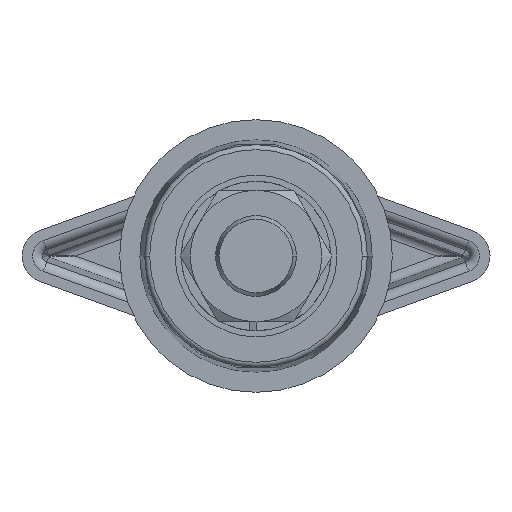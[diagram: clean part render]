
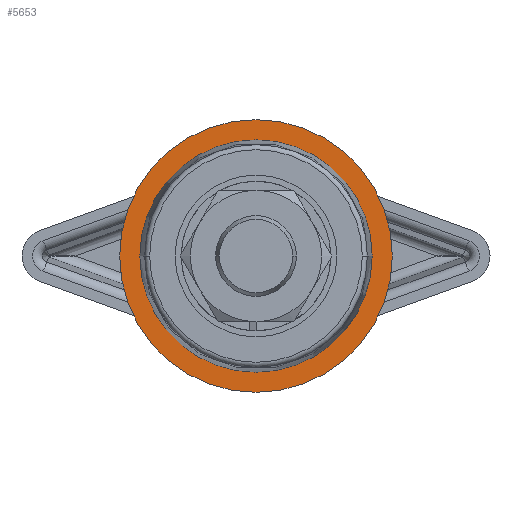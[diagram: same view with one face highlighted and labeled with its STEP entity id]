
A CAD part, front view. The second image highlights one B-rep face of the part: STEP entity #5653.
In plain terms, the highlighted planar face has unit normal (0, -1, 0).
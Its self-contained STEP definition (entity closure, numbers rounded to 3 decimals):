
#5226=DIRECTION('',(0.,0.,1.));
#5227=VECTOR('',#5226,0.44);
#5228=CARTESIAN_POINT('',(2.,0.,5.71));
#5229=LINE('',#5228,#5227);
#5233=CARTESIAN_POINT('',(0.,0.,6.15));
#5234=DIRECTION('',(0.,-1.,0.));
#5235=DIRECTION('',(1.,0.,0.));
#5236=AXIS2_PLACEMENT_3D('',#5233,#5234,#5235);
#5241=DIRECTION('',(0.,0.,-1.));
#5242=VECTOR('',#5241,0.44);
#5243=CARTESIAN_POINT('',(-2.,0.,6.15));
#5244=LINE('',#5243,#5242);
#5256=CARTESIAN_POINT('',(0.,0.,0.));
#5257=DIRECTION('',(0.,-1.,0.));
#5258=DIRECTION('',(1.,0.,0.));
#5259=AXIS2_PLACEMENT_3D('',#5256,#5257,#5258);
#5327=CARTESIAN_POINT('',(0.,0.,0.));
#5328=DIRECTION('',(0.,1.,0.));
#5329=DIRECTION('',(1.,0.,0.));
#5330=AXIS2_PLACEMENT_3D('',#5327,#5328,#5329);
#5528=CARTESIAN_POINT('',(0.,0.,0.));
#5529=DIRECTION('',(0.,1.,0.));
#5530=DIRECTION('',(0.331,0.,0.944));
#5531=AXIS2_PLACEMENT_3D('',#5528,#5529,#5530);
#5572=CARTESIAN_POINT('',(13.5,0.,0.));
#5573=CARTESIAN_POINT('',(-13.5,0.,0.));
#5574=VERTEX_POINT('',#5572);
#5575=VERTEX_POINT('',#5573);
#5588=CARTESIAN_POINT('',(2.,0.,5.71));
#5589=CARTESIAN_POINT('',(-2.,0.,5.71));
#5590=VERTEX_POINT('',#5588);
#5591=VERTEX_POINT('',#5589);
#5628=CARTESIAN_POINT('',(-2.,0.,6.15));
#5629=VERTEX_POINT('',#5628);
#5630=CARTESIAN_POINT('',(2.,0.,6.15));
#5631=VERTEX_POINT('',#5630);
#5632=CARTESIAN_POINT('',(0.,0.,0.));
#5633=DIRECTION('',(0.,-1.,0.));
#5634=DIRECTION('',(-1.,0.,0.));
#5635=AXIS2_PLACEMENT_3D('',#5632,#5633,#5634);
#5636=PLANE('',#5635);
#5638=ORIENTED_EDGE('',*,*,#5637,.F.);
#5640=ORIENTED_EDGE('',*,*,#5639,.T.);
#5641=EDGE_LOOP('',(#5638,#5640));
#5642=FACE_OUTER_BOUND('',#5641,.F.);
#5644=ORIENTED_EDGE('',*,*,#5643,.F.);
#5646=ORIENTED_EDGE('',*,*,#5645,.T.);
#5648=ORIENTED_EDGE('',*,*,#5647,.T.);
#5650=ORIENTED_EDGE('',*,*,#5649,.T.);
#5651=EDGE_LOOP('',(#5644,#5646,#5648,#5650));
#5652=FACE_BOUND('',#5651,.F.);
#5653=ADVANCED_FACE('',(#5642,#5652),#5636,.T.);
#5237=CIRCLE('',#5236,2.);
#5260=CIRCLE('',#5259,13.5);
#5331=CIRCLE('',#5330,13.5);
#5532=CIRCLE('',#5531,6.05);
#5637=EDGE_CURVE('',#5574,#5575,#5260,.T.);
#5639=EDGE_CURVE('',#5574,#5575,#5331,.T.);
#5643=EDGE_CURVE('',#5590,#5591,#5532,.T.);
#5645=EDGE_CURVE('',#5590,#5631,#5229,.T.);
#5647=EDGE_CURVE('',#5631,#5629,#5237,.T.);
#5649=EDGE_CURVE('',#5629,#5591,#5244,.T.);
